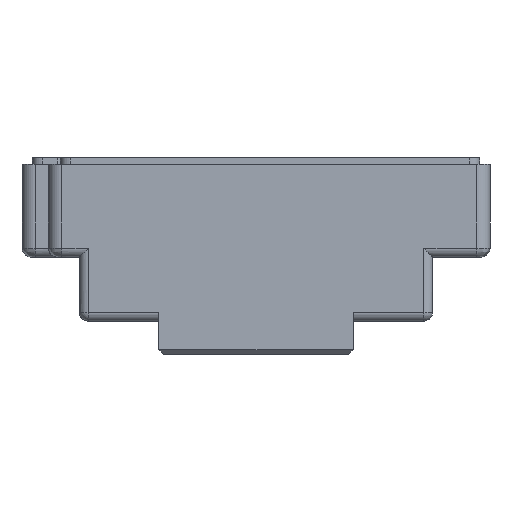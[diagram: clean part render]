
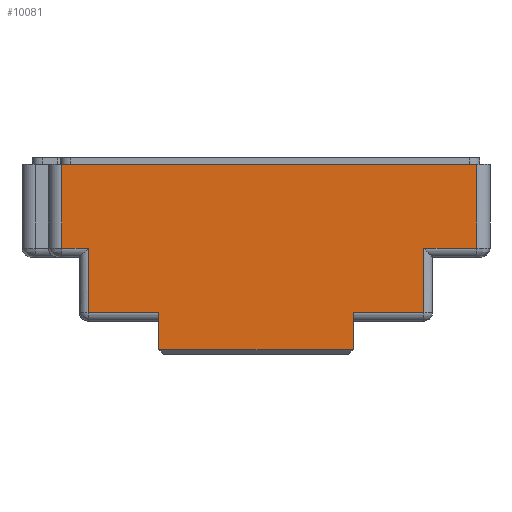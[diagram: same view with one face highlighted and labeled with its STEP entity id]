
A CAD part, left-side view. The second image highlights one B-rep face of the part: STEP entity #10081.
In plain terms, the highlighted planar face has unit normal (-1, 0, 0).
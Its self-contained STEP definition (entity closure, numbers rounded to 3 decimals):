
#346=PLANE('',#10879);
#833=FACE_OUTER_BOUND('',#1356,.T.);
#1356=EDGE_LOOP('',(#9057,#9058,#9059,#9060,#9061,#9062,#9063,#9064,#9065,
#9066,#9067,#9068));
#2147=LINE('',#15602,#3328);
#2377=LINE('',#16207,#3558);
#2472=LINE('',#16450,#3653);
#2473=LINE('',#16453,#3654);
#2474=LINE('',#16455,#3655);
#2475=LINE('',#16457,#3656);
#2476=LINE('',#16459,#3657);
#2477=LINE('',#16461,#3658);
#2478=LINE('',#16463,#3659);
#2479=LINE('',#16465,#3660);
#2480=LINE('',#16466,#3661);
#2481=LINE('',#16467,#3662);
#3328=VECTOR('',#12567,10.);
#3558=VECTOR('',#13147,10.);
#3653=VECTOR('',#13416,10.);
#3654=VECTOR('',#13419,10.);
#3655=VECTOR('',#13420,10.);
#3656=VECTOR('',#13421,10.);
#3657=VECTOR('',#13422,10.);
#3658=VECTOR('',#13423,10.);
#3659=VECTOR('',#13424,10.);
#3660=VECTOR('',#13425,10.);
#3661=VECTOR('',#13426,10.);
#3662=VECTOR('',#13427,10.);
#4671=VERTEX_POINT('',#15470);
#4707=VERTEX_POINT('',#15594);
#4709=VERTEX_POINT('',#15600);
#4908=VERTEX_POINT('',#16204);
#4909=VERTEX_POINT('',#16206);
#4971=VERTEX_POINT('',#16452);
#4972=VERTEX_POINT('',#16454);
#4973=VERTEX_POINT('',#16456);
#4974=VERTEX_POINT('',#16458);
#4975=VERTEX_POINT('',#16460);
#4976=VERTEX_POINT('',#16462);
#4977=VERTEX_POINT('',#16464);
#5945=EDGE_CURVE('',#4709,#4707,#2147,.T.);
#6254=EDGE_CURVE('',#4909,#4908,#2377,.T.);
#6370=EDGE_CURVE('',#4909,#4671,#2472,.T.);
#6371=EDGE_CURVE('',#4971,#4709,#2473,.T.);
#6372=EDGE_CURVE('',#4972,#4971,#2474,.T.);
#6373=EDGE_CURVE('',#4972,#4973,#2475,.T.);
#6374=EDGE_CURVE('',#4974,#4973,#2476,.T.);
#6375=EDGE_CURVE('',#4974,#4975,#2477,.T.);
#6376=EDGE_CURVE('',#4976,#4975,#2478,.T.);
#6377=EDGE_CURVE('',#4977,#4976,#2479,.T.);
#6378=EDGE_CURVE('',#4671,#4977,#2480,.T.);
#6379=EDGE_CURVE('',#4707,#4908,#2481,.T.);
#9057=ORIENTED_EDGE('',*,*,#6371,.F.);
#9058=ORIENTED_EDGE('',*,*,#6372,.F.);
#9059=ORIENTED_EDGE('',*,*,#6373,.T.);
#9060=ORIENTED_EDGE('',*,*,#6374,.F.);
#9061=ORIENTED_EDGE('',*,*,#6375,.T.);
#9062=ORIENTED_EDGE('',*,*,#6376,.F.);
#9063=ORIENTED_EDGE('',*,*,#6377,.F.);
#9064=ORIENTED_EDGE('',*,*,#6378,.F.);
#9065=ORIENTED_EDGE('',*,*,#6370,.F.);
#9066=ORIENTED_EDGE('',*,*,#6254,.T.);
#9067=ORIENTED_EDGE('',*,*,#6379,.F.);
#9068=ORIENTED_EDGE('',*,*,#5945,.F.);
#10081=ADVANCED_FACE('',(#833),#346,.T.);
#10879=AXIS2_PLACEMENT_3D('',#16451,#13417,#13418);
#12567=DIRECTION('',(0.,1.,0.));
#13147=DIRECTION('',(0.,1.,0.));
#13416=DIRECTION('',(0.,0.,-1.));
#13417=DIRECTION('center_axis',(-1.,0.,0.));
#13418=DIRECTION('ref_axis',(0.,1.,0.));
#13419=DIRECTION('',(0.,0.,1.));
#13420=DIRECTION('',(0.,1.,0.));
#13421=DIRECTION('',(0.,0.,-1.));
#13422=DIRECTION('',(0.,1.,0.));
#13423=DIRECTION('',(0.,0.,1.));
#13424=DIRECTION('',(0.,1.,0.));
#13425=DIRECTION('',(0.,0.,-1.));
#13426=DIRECTION('',(0.,1.,0.));
#13427=DIRECTION('',(0.,0.,1.));
#15470=CARTESIAN_POINT('',(-270.,-50.,-20.5));
#15594=CARTESIAN_POINT('',(-270.,44.,-20.5));
#15600=CARTESIAN_POINT('',(-270.,38.,-20.5));
#15602=CARTESIAN_POINT('',(-270.,-6.5,-20.5));
#16204=CARTESIAN_POINT('',(-270.,44.,-1.5));
#16206=CARTESIAN_POINT('',(-270.,-50.,-1.5));
#16207=CARTESIAN_POINT('',(-270.,-55.29,-1.5));
#16450=CARTESIAN_POINT('',(-270.,-50.,0.));
#16451=CARTESIAN_POINT('Origin',(-270.,-53.,0.));
#16452=CARTESIAN_POINT('',(-270.,38.,-35.));
#16453=CARTESIAN_POINT('',(-270.,38.,-18.5));
#16454=CARTESIAN_POINT('',(-270.,22.,-35.));
#16455=CARTESIAN_POINT('',(-270.,-15.5,-35.));
#16456=CARTESIAN_POINT('',(-270.,22.,-43.5));
#16457=CARTESIAN_POINT('',(-270.,22.,-22.25));
#16458=CARTESIAN_POINT('',(-270.,-22.,-43.5));
#16459=CARTESIAN_POINT('',(-270.,-26.5,-43.5));
#16460=CARTESIAN_POINT('',(-270.,-22.,-35.));
#16461=CARTESIAN_POINT('',(-270.,-22.,-18.5));
#16462=CARTESIAN_POINT('',(-270.,-38.,-35.));
#16463=CARTESIAN_POINT('',(-270.,-46.5,-35.));
#16464=CARTESIAN_POINT('',(-270.,-38.,-20.5));
#16465=CARTESIAN_POINT('',(-270.,-38.,-11.25));
#16466=CARTESIAN_POINT('',(-270.,-53.,-20.5));
#16467=CARTESIAN_POINT('',(-270.,44.,0.));
